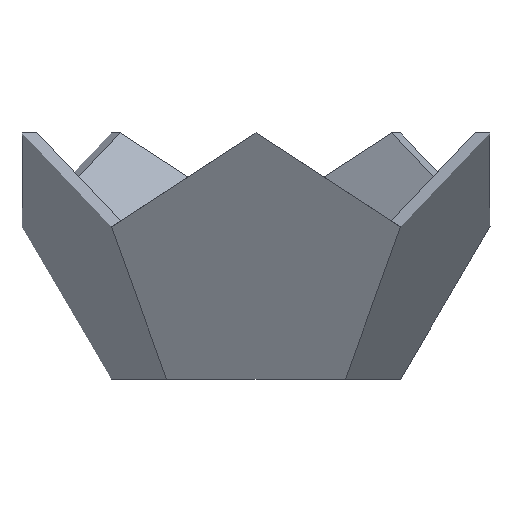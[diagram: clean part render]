
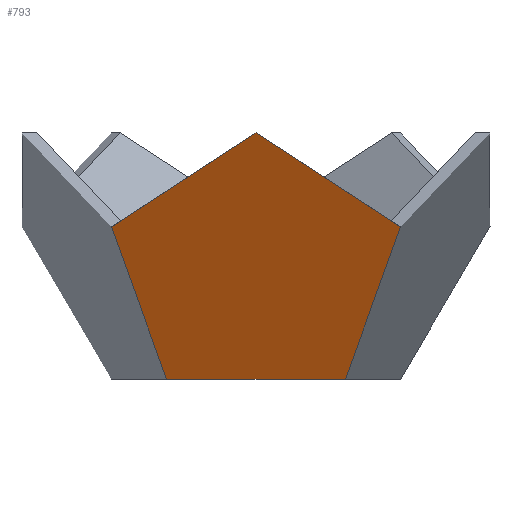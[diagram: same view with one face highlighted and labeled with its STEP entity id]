
A CAD part, front view. The second image highlights one B-rep face of the part: STEP entity #793.
In plain terms, the highlighted planar face has unit normal (0, -0.894, -0.447).
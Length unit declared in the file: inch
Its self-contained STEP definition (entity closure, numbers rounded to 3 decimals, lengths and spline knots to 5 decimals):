
#43=PLANE('',#867);
#98=FACE_OUTER_BOUND('',#156,.T.);
#156=EDGE_LOOP('',(#651,#652,#653,#654,#655,#656,#657));
#220=LINE('',#1202,#322);
#223=LINE('',#1207,#325);
#239=LINE('',#1240,#341);
#244=LINE('',#1250,#346);
#245=LINE('',#1252,#347);
#246=LINE('',#1254,#348);
#247=LINE('',#1255,#349);
#322=VECTOR('',#968,0.3937);
#325=VECTOR('',#975,0.3937);
#341=VECTOR('',#1007,0.3937);
#346=VECTOR('',#1016,0.3937);
#347=VECTOR('',#1017,0.3937);
#348=VECTOR('',#1018,0.3937);
#349=VECTOR('',#1019,0.3937);
#414=VERTEX_POINT('',#1179);
#415=VERTEX_POINT('',#1180);
#421=VERTEX_POINT('',#1201);
#430=VERTEX_POINT('',#1239);
#433=VERTEX_POINT('',#1249);
#434=VERTEX_POINT('',#1251);
#435=VERTEX_POINT('',#1253);
#486=EDGE_CURVE('',#421,#414,#220,.T.);
#489=EDGE_CURVE('',#415,#421,#223,.T.);
#505=EDGE_CURVE('',#430,#415,#239,.T.);
#510=EDGE_CURVE('',#414,#433,#244,.T.);
#511=EDGE_CURVE('',#433,#434,#245,.T.);
#512=EDGE_CURVE('',#434,#435,#246,.T.);
#513=EDGE_CURVE('',#435,#430,#247,.T.);
#651=ORIENTED_EDGE('',*,*,#486,.T.);
#652=ORIENTED_EDGE('',*,*,#510,.T.);
#653=ORIENTED_EDGE('',*,*,#511,.T.);
#654=ORIENTED_EDGE('',*,*,#512,.T.);
#655=ORIENTED_EDGE('',*,*,#513,.T.);
#656=ORIENTED_EDGE('',*,*,#505,.T.);
#657=ORIENTED_EDGE('',*,*,#489,.T.);
#793=ADVANCED_FACE('',(#98),#43,.T.);
#867=AXIS2_PLACEMENT_3D('',#1248,#1014,#1015);
#968=DIRECTION('',(0.986,-0.076,0.151));
#975=DIRECTION('',(0.309,-0.425,0.851));
#1007=DIRECTION('',(1.,0.,0.));
#1014=DIRECTION('center_axis',(0.,-0.894,-0.447));
#1015=DIRECTION('ref_axis',(1.,0.,0.));
#1016=DIRECTION('',(-0.809,-0.263,0.526));
#1017=DIRECTION('',(-0.809,0.263,-0.526));
#1018=DIRECTION('',(0.986,0.076,-0.151));
#1019=DIRECTION('',(0.309,0.425,-0.851));
#1179=CARTESIAN_POINT('',(1.38827,-2.67324,1.58131));
#1180=CARTESIAN_POINT('',(0.858,-1.94338,0.12159));
#1201=CARTESIAN_POINT('',(1.38827,-2.67324,1.58131));
#1202=CARTESIAN_POINT('',(1.12797,-2.65328,1.54138));
#1207=CARTESIAN_POINT('',(1.27618,-2.51897,1.27276));
#1239=CARTESIAN_POINT('',(-0.858,-1.94338,0.12159));
#1240=CARTESIAN_POINT('',(-0.858,-1.94338,0.12159));
#1248=CARTESIAN_POINT('Origin',(0.,-2.53385,
1.30253));
#1249=CARTESIAN_POINT('',(0.,-3.12432,2.48346));
#1250=CARTESIAN_POINT('',(1.38827,-2.67324,1.58131));
#1251=CARTESIAN_POINT('',(-1.38827,-2.67324,1.58131));
#1252=CARTESIAN_POINT('',(0.,-3.12432,2.48346));
#1253=CARTESIAN_POINT('',(-1.38827,-2.67324,1.58131));
#1254=CARTESIAN_POINT('',(-0.68801,-2.61953,1.47388));
#1255=CARTESIAN_POINT('',(-1.01105,-2.15404,0.5429));
